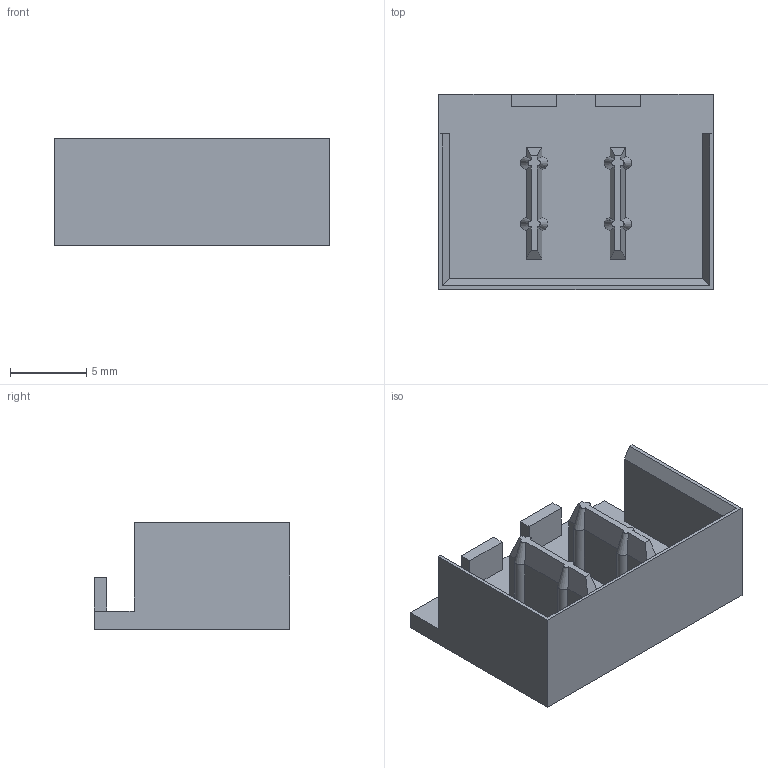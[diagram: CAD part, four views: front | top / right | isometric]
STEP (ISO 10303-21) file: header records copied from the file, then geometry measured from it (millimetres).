
FILE_DESCRIPTION((''),'2;1');
FILE_NAME('ASM0119_ASM','2021-04-02T',('marketing.praksa'),('Audax d.o.o.'),'CREO PARAMETRIC BY PTC INC, 2017480','CREO PARAMETRIC BY PTC INC, 2017480','');
FILE_SCHEMA(('AUTOMOTIVE_DESIGN { 1 0 10303 214 1 1 1 1 }'));
Length unit declared in the file: millimetre
Products named in the file (3): PRT9601; PRT0171; ASM0119_ASM
Assembly tree (2 placements, depth 2):
  ASM0119_ASM
    PRT9601
    PRT0171
Bounding box: 18 x 12.8 x 7 mm (x, y, z)
Volume: 504.8 mm3; surface area: 1199.9 mm2
Topology: 4 solids, 4 shells, 178 faces, 473 edges, 308 vertices
Faces by surface type: plane 114, cylinder 56, bspline 8
Entity records: 8945 total; most frequent: CARTESIAN_POINT 1460, ORIENTED_EDGE 946, DIRECTION 915, PRESENTATION_STYLE_ASSIGNMENT 655, STYLED_ITEM 655, CURVE_STYLE 473, EDGE_CURVE 473, VECTOR 349
